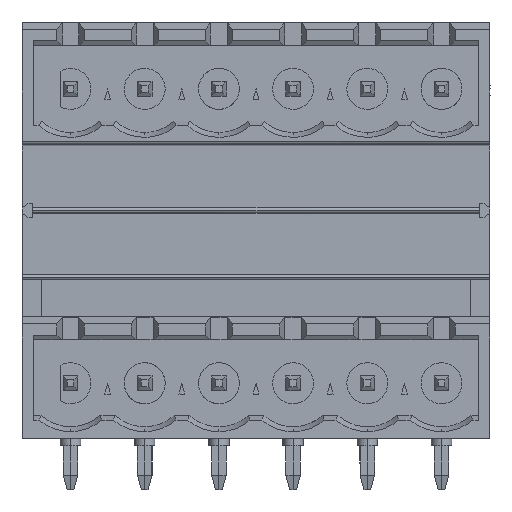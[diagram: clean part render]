
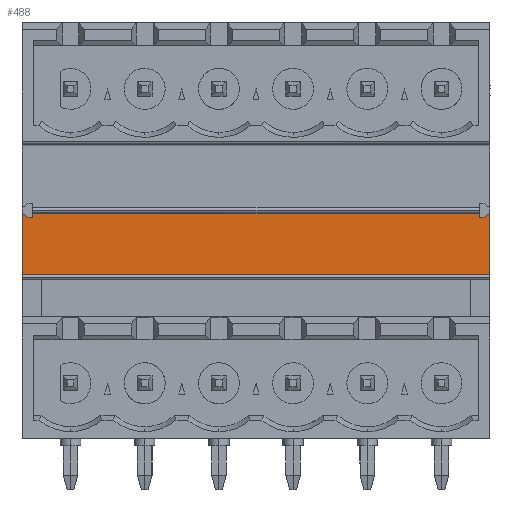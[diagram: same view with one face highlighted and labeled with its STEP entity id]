
A CAD part, front view. The second image highlights one B-rep face of the part: STEP entity #488.
In plain terms, the highlighted planar face has unit normal (0, -1, 0).
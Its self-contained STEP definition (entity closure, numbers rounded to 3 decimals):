
#488=ADVANCED_FACE($,(#1467),#11523,.T.);
#1467=FACE_OUTER_BOUND($,#2467,.T.);
#2467=EDGE_LOOP($,(#4740,#4741,#4742,#4743,#4744,#4745,#4746,#4747,#4748,
#4749,#4750,#4751));
#4740=ORIENTED_EDGE($,*,*,#8515,.T.);
#4741=ORIENTED_EDGE($,*,*,#8516,.T.);
#4742=ORIENTED_EDGE($,*,*,#8517,.T.);
#4743=ORIENTED_EDGE($,*,*,#8518,.T.);
#4744=ORIENTED_EDGE($,*,*,#8519,.T.);
#4745=ORIENTED_EDGE($,*,*,#8520,.T.);
#4746=ORIENTED_EDGE($,*,*,#8521,.T.);
#4747=ORIENTED_EDGE($,*,*,#7821,.T.);
#4748=ORIENTED_EDGE($,*,*,#7827,.T.);
#4749=ORIENTED_EDGE($,*,*,#7829,.T.);
#4750=ORIENTED_EDGE($,*,*,#7832,.T.);
#4751=ORIENTED_EDGE($,*,*,#8522,.T.);
#7821=EDGE_CURVE($,#9959,#9958,#12726,.T.);
#7827=EDGE_CURVE($,#9958,#9962,#12731,.T.);
#7829=EDGE_CURVE($,#9962,#9963,#12733,.T.);
#7832=EDGE_CURVE($,#9963,#9964,#12736,.T.);
#8515=EDGE_CURVE($,#10374,#10375,#13282,.T.);
#8516=EDGE_CURVE($,#10375,#10376,#13283,.T.);
#8517=EDGE_CURVE($,#10376,#10377,#13284,.T.);
#8518=EDGE_CURVE($,#10377,#10378,#13285,.T.);
#8519=EDGE_CURVE($,#10378,#10379,#13286,.T.);
#8520=EDGE_CURVE($,#10379,#10380,#13287,.T.);
#8521=EDGE_CURVE($,#10380,#9959,#13288,.T.);
#8522=EDGE_CURVE($,#9964,#10374,#13289,.T.);
#9958=VERTEX_POINT($,#23528);
#9959=VERTEX_POINT($,#23529);
#9962=VERTEX_POINT($,#23532);
#9963=VERTEX_POINT($,#23533);
#9964=VERTEX_POINT($,#23534);
#10374=VERTEX_POINT($,#23944);
#10375=VERTEX_POINT($,#23945);
#10376=VERTEX_POINT($,#23946);
#10377=VERTEX_POINT($,#23947);
#10378=VERTEX_POINT($,#23948);
#10379=VERTEX_POINT($,#23949);
#10380=VERTEX_POINT($,#23950);
#11523=PLANE($,#14566);
#12726=B_SPLINE_CURVE_WITH_KNOTS($,1,(#16613,#16614),.UNSPECIFIED.,.F.,.F.,
(2,2),(-0.299,0.),.UNSPECIFIED.);
#12731=B_SPLINE_CURVE_WITH_KNOTS($,1,(#16626,#16627),.UNSPECIFIED.,.F.,.F.,
(2,2),(-0.342,0.),.UNSPECIFIED.);
#12733=B_SPLINE_CURVE_WITH_KNOTS($,1,(#16630,#16631),.UNSPECIFIED.,.F.,.F.,
(2,2),(-0.303,0.),.UNSPECIFIED.);
#12736=B_SPLINE_CURVE_WITH_KNOTS($,1,(#16636,#16637),.UNSPECIFIED.,.F.,.F.,
(2,2),(-0.167,0.),.UNSPECIFIED.);
#13282=B_SPLINE_CURVE_WITH_KNOTS($,1,(#18295,#18296),.UNSPECIFIED.,.F.,.F.,
(2,2),(-32.04,0.),.UNSPECIFIED.);
#13283=B_SPLINE_CURVE_WITH_KNOTS($,1,(#18297,#18298),.UNSPECIFIED.,.F.,.F.,
(2,2),(-4.126,0.),.UNSPECIFIED.);
#13284=B_SPLINE_CURVE_WITH_KNOTS($,1,(#18299,#18300),.UNSPECIFIED.,.F.,.F.,
(2,2),(-0.167,0.),.UNSPECIFIED.);
#13285=B_SPLINE_CURVE_WITH_KNOTS($,1,(#18301,#18302),.UNSPECIFIED.,.F.,.F.,
(2,2),(-0.303,0.),.UNSPECIFIED.);
#13286=B_SPLINE_CURVE_WITH_KNOTS($,1,(#18303,#18304),.UNSPECIFIED.,.F.,.F.,
(2,2),(-0.342,0.),.UNSPECIFIED.);
#13287=B_SPLINE_CURVE_WITH_KNOTS($,1,(#18305,#18306),.UNSPECIFIED.,.F.,.F.,
(2,2),(-0.299,0.),.UNSPECIFIED.);
#13288=B_SPLINE_CURVE_WITH_KNOTS($,1,(#18307,#18308),.UNSPECIFIED.,.F.,.F.,
(2,2),(-30.558,0.),.UNSPECIFIED.);
#13289=B_SPLINE_CURVE_WITH_KNOTS($,1,(#18309,#18310),.UNSPECIFIED.,.F.,.F.,
(2,2),(0.,4.126),.UNSPECIFIED.);
#14566=AXIS2_PLACEMENT_3D($,#21832,#15390,$);
#15390=DIRECTION($,(0.,-1.,0.));
#16613=CARTESIAN_POINT($,(-15.279,-8.51,15.437));
#16614=CARTESIAN_POINT($,(-15.279,-8.51,15.138));
#16626=CARTESIAN_POINT($,(-15.279,-8.51,15.138));
#16627=CARTESIAN_POINT($,(-15.621,-8.51,15.138));
#16630=CARTESIAN_POINT($,(-15.621,-8.51,15.138));
#16631=CARTESIAN_POINT($,(-15.853,-8.51,15.333));
#16636=CARTESIAN_POINT($,(-15.853,-8.51,15.333));
#16637=CARTESIAN_POINT($,(-16.02,-8.51,15.333));
#18295=CARTESIAN_POINT($,(-16.02,-8.51,11.207));
#18296=CARTESIAN_POINT($,(16.02,-8.51,11.207));
#18297=CARTESIAN_POINT($,(16.02,-8.51,11.207));
#18298=CARTESIAN_POINT($,(16.02,-8.51,15.333));
#18299=CARTESIAN_POINT($,(16.02,-8.51,15.333));
#18300=CARTESIAN_POINT($,(15.852,-8.51,15.333));
#18301=CARTESIAN_POINT($,(15.852,-8.51,15.333));
#18302=CARTESIAN_POINT($,(15.621,-8.51,15.138));
#18303=CARTESIAN_POINT($,(15.621,-8.51,15.138));
#18304=CARTESIAN_POINT($,(15.279,-8.51,15.138));
#18305=CARTESIAN_POINT($,(15.279,-8.51,15.138));
#18306=CARTESIAN_POINT($,(15.279,-8.51,15.437));
#18307=CARTESIAN_POINT($,(15.279,-8.51,15.437));
#18308=CARTESIAN_POINT($,(-15.279,-8.51,15.437));
#18309=CARTESIAN_POINT($,(-16.02,-8.51,15.333));
#18310=CARTESIAN_POINT($,(-16.02,-8.51,11.207));
#21832=CARTESIAN_POINT($,(-16.02,-8.51,15.437));
#23528=CARTESIAN_POINT($,(-15.279,-8.51,15.138));
#23529=CARTESIAN_POINT($,(-15.279,-8.51,15.437));
#23532=CARTESIAN_POINT($,(-15.621,-8.51,15.138));
#23533=CARTESIAN_POINT($,(-15.853,-8.51,15.333));
#23534=CARTESIAN_POINT($,(-16.02,-8.51,15.333));
#23944=CARTESIAN_POINT($,(-16.02,-8.51,11.207));
#23945=CARTESIAN_POINT($,(16.02,-8.51,11.207));
#23946=CARTESIAN_POINT($,(16.02,-8.51,15.333));
#23947=CARTESIAN_POINT($,(15.852,-8.51,15.333));
#23948=CARTESIAN_POINT($,(15.621,-8.51,15.138));
#23949=CARTESIAN_POINT($,(15.279,-8.51,15.138));
#23950=CARTESIAN_POINT($,(15.279,-8.51,15.437));
